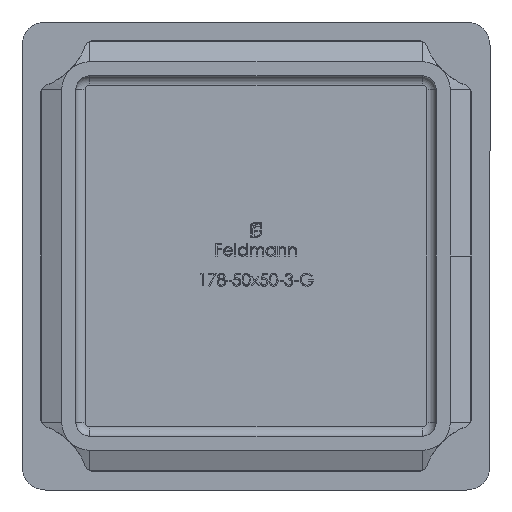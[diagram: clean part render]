
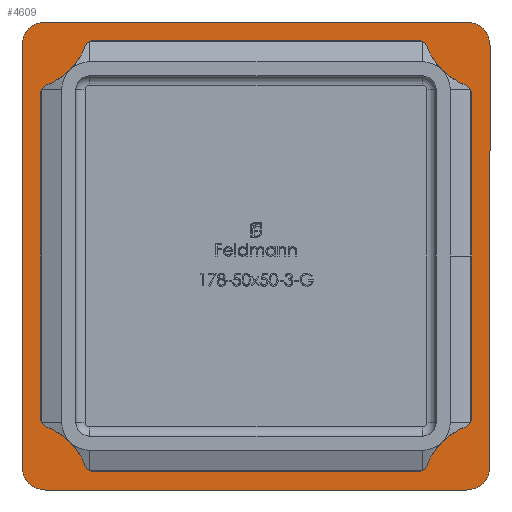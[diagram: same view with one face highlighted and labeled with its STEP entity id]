
A CAD part, front view. The second image highlights one B-rep face of the part: STEP entity #4609.
In plain terms, the highlighted planar face has unit normal (0, -1, 0).
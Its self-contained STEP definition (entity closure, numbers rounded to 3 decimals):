
#114 = EDGE_CURVE ( 'NONE', #18581, #17280, #9378, .T. ) ;
#444 = CARTESIAN_POINT ( 'NONE',  ( 20.75, 0., 17.75 ) ) ;
#580 = VERTEX_POINT ( 'NONE', #8076 ) ;
#601 = CARTESIAN_POINT ( 'NONE',  ( -22.5, 0., 22.5 ) ) ;
#645 = CARTESIAN_POINT ( 'NONE',  ( -17.75, 0., 20.75 ) ) ;
#1480 = LINE ( 'NONE', #16422, #21661 ) ;
#1518 = CARTESIAN_POINT ( 'NONE',  ( 22.5, 0., -25. ) ) ;
#1686 = CARTESIAN_POINT ( 'NONE',  ( -20.75, 0., -17.75 ) ) ;
#1700 = EDGE_CURVE ( 'NONE', #9968, #15373, #10961, .T. ) ;
#1986 = DIRECTION ( 'NONE',  ( 0., -1., 0. ) ) ;
#2044 = ORIENTED_EDGE ( 'NONE', *, *, #11025, .F. ) ;
#2439 = LINE ( 'NONE', #17764, #12110 ) ;
#2596 = ORIENTED_EDGE ( 'NONE', *, *, #18241, .F. ) ;
#2686 = CARTESIAN_POINT ( 'NONE',  ( -25., 0., 22.5 ) ) ;
#2952 = CARTESIAN_POINT ( 'NONE',  ( -22.5, 0., -25. ) ) ;
#3044 = DIRECTION ( 'NONE',  ( 0., -1., 0. ) ) ;
#3367 = ORIENTED_EDGE ( 'NONE', *, *, #12538, .F. ) ;
#3415 = ORIENTED_EDGE ( 'NONE', *, *, #6526, .F. ) ;
#3558 = CARTESIAN_POINT ( 'NONE',  ( 17.75, 0., -20.75 ) ) ;
#3966 = AXIS2_PLACEMENT_3D ( 'NONE', #18702, #13264, #6240 ) ;
#4115 = ORIENTED_EDGE ( 'NONE', *, *, #10103, .T. ) ;
#4310 = LINE ( 'NONE', #17689, #18714 ) ;
#4470 = VERTEX_POINT ( 'NONE', #4957 ) ;
#4542 = CARTESIAN_POINT ( 'NONE',  ( 25., 0., -25. ) ) ;
#4609 = ADVANCED_FACE ( 'NONE', ( #9814, #10899 ), #17777, .F. ) ;
#4702 = VECTOR ( 'NONE', #21710, 1000. ) ;
#4708 = EDGE_CURVE ( 'NONE', #22850, #12807, #8980, .T. ) ;
#4761 = AXIS2_PLACEMENT_3D ( 'NONE', #7178, #10710, #15834 ) ;
#4809 = CARTESIAN_POINT ( 'NONE',  ( 17.75, 0., 17.75 ) ) ;
#4823 = LINE ( 'NONE', #7321, #15030 ) ;
#4949 = VERTEX_POINT ( 'NONE', #1518 ) ;
#4957 = CARTESIAN_POINT ( 'NONE',  ( -17.75, 0., -20.75 ) ) ;
#5239 = DIRECTION ( 'NONE',  ( 1., 0., 0. ) ) ;
#5286 = VERTEX_POINT ( 'NONE', #18827 ) ;
#5389 = CARTESIAN_POINT ( 'NONE',  ( -17.75, 0., 17.75 ) ) ;
#5508 = DIRECTION ( 'NONE',  ( 0., -1., 0. ) ) ;
#5597 = LINE ( 'NONE', #21589, #18920 ) ;
#5782 = CARTESIAN_POINT ( 'NONE',  ( -25., 0., -22.5 ) ) ;
#6054 = DIRECTION ( 'NONE',  ( 0., 0., -1. ) ) ;
#6240 = DIRECTION ( 'NONE',  ( 0., 0., 1. ) ) ;
#6526 = EDGE_CURVE ( 'NONE', #22756, #21099, #1480, .T. ) ;
#6576 = EDGE_LOOP ( 'NONE', ( #11509, #10921, #20591, #9862, #3415, #4115, #17222, #22034 ) ) ;
#6586 = AXIS2_PLACEMENT_3D ( 'NONE', #21916, #11057, #6054 ) ;
#6912 = VERTEX_POINT ( 'NONE', #3558 ) ;
#7178 = CARTESIAN_POINT ( 'NONE',  ( 0., 0., 0. ) ) ;
#7321 = CARTESIAN_POINT ( 'NONE',  ( -17.75, 0., 20.75 ) ) ;
#7340 = CIRCLE ( 'NONE', #3966, 2.5 ) ;
#8076 = CARTESIAN_POINT ( 'NONE',  ( 25., 0., -22.5 ) ) ;
#8298 = EDGE_CURVE ( 'NONE', #4949, #12807, #5597, .T. ) ;
#8980 = CIRCLE ( 'NONE', #17059, 2.5 ) ;
#9258 = CARTESIAN_POINT ( 'NONE',  ( 20.75, 0., -17.75 ) ) ;
#9378 = LINE ( 'NONE', #444, #4702 ) ;
#9496 = ORIENTED_EDGE ( 'NONE', *, *, #9971, .F. ) ;
#9814 = FACE_BOUND ( 'NONE', #19525, .T. ) ;
#9830 = EDGE_CURVE ( 'NONE', #4949, #580, #15806, .T. ) ;
#9862 = ORIENTED_EDGE ( 'NONE', *, *, #16321, .T. ) ;
#9968 = VERTEX_POINT ( 'NONE', #645 ) ;
#9971 = EDGE_CURVE ( 'NONE', #6912, #18581, #13867, .T. ) ;
#10058 = LINE ( 'NONE', #19814, #12796 ) ;
#10103 = EDGE_CURVE ( 'NONE', #22756, #18740, #15240, .T. ) ;
#10240 = DIRECTION ( 'NONE',  ( 0., 0., 1. ) ) ;
#10262 = VERTEX_POINT ( 'NONE', #16996 ) ;
#10710 = DIRECTION ( 'NONE',  ( 0., 1., 0. ) ) ;
#10761 = CIRCLE ( 'NONE', #12670, 3. ) ;
#10893 = DIRECTION ( 'NONE',  ( 0., 0., -1. ) ) ;
#10899 = FACE_OUTER_BOUND ( 'NONE', #6576, .T. ) ;
#10921 = ORIENTED_EDGE ( 'NONE', *, *, #9830, .T. ) ;
#10961 = CIRCLE ( 'NONE', #14186, 3. ) ;
#11025 = EDGE_CURVE ( 'NONE', #17280, #10262, #10761, .T. ) ;
#11057 = DIRECTION ( 'NONE',  ( 0., -1., 0. ) ) ;
#11509 = ORIENTED_EDGE ( 'NONE', *, *, #8298, .F. ) ;
#11869 = CARTESIAN_POINT ( 'NONE',  ( 22.5, 0., -22.5 ) ) ;
#12110 = VECTOR ( 'NONE', #5239, 1000. ) ;
#12226 = EDGE_CURVE ( 'NONE', #5286, #580, #13547, .T. ) ;
#12311 = ORIENTED_EDGE ( 'NONE', *, *, #114, .F. ) ;
#12538 = EDGE_CURVE ( 'NONE', #21677, #4470, #19089, .T. ) ;
#12645 = DIRECTION ( 'NONE',  ( 0., -1., 0. ) ) ;
#12670 = AXIS2_PLACEMENT_3D ( 'NONE', #4809, #18967, #13746 ) ;
#12690 = CARTESIAN_POINT ( 'NONE',  ( -17.75, 0., -17.75 ) ) ;
#12761 = DIRECTION ( 'NONE',  ( -1., 0., 0. ) ) ;
#12796 = VECTOR ( 'NONE', #10893, 1000. ) ;
#12807 = VERTEX_POINT ( 'NONE', #2952 ) ;
#12856 = DIRECTION ( 'NONE',  ( -1., 0., 0. ) ) ;
#13196 = DIRECTION ( 'NONE',  ( 0., 0., 1. ) ) ;
#13264 = DIRECTION ( 'NONE',  ( 0., -1., 0. ) ) ;
#13530 = EDGE_CURVE ( 'NONE', #4470, #6912, #2439, .T. ) ;
#13547 = LINE ( 'NONE', #4542, #14906 ) ;
#13561 = CARTESIAN_POINT ( 'NONE',  ( 22.5, 0., 25. ) ) ;
#13746 = DIRECTION ( 'NONE',  ( 0., 0., 1. ) ) ;
#13867 = CIRCLE ( 'NONE', #6586, 3. ) ;
#14186 = AXIS2_PLACEMENT_3D ( 'NONE', #5389, #12645, #16047 ) ;
#14581 = DIRECTION ( 'NONE',  ( 0., 0., 1. ) ) ;
#14653 = CARTESIAN_POINT ( 'NONE',  ( -22.5, 0., -22.5 ) ) ;
#14733 = DIRECTION ( 'NONE',  ( 0., -1., 0. ) ) ;
#14906 = VECTOR ( 'NONE', #16673, 1000. ) ;
#15030 = VECTOR ( 'NONE', #12856, 1000. ) ;
#15240 = CIRCLE ( 'NONE', #16062, 2.5 ) ;
#15373 = VERTEX_POINT ( 'NONE', #18243 ) ;
#15417 = DIRECTION ( 'NONE',  ( 0., 0., 1. ) ) ;
#15670 = ORIENTED_EDGE ( 'NONE', *, *, #19232, .F. ) ;
#15722 = EDGE_CURVE ( 'NONE', #22850, #18740, #4310, .T. ) ;
#15806 = CIRCLE ( 'NONE', #18004, 2.5 ) ;
#15834 = DIRECTION ( 'NONE',  ( 0., 0., 1. ) ) ;
#16047 = DIRECTION ( 'NONE',  ( 0., 0., 1. ) ) ;
#16062 = AXIS2_PLACEMENT_3D ( 'NONE', #601, #14733, #13196 ) ;
#16093 = ORIENTED_EDGE ( 'NONE', *, *, #1700, .F. ) ;
#16321 = EDGE_CURVE ( 'NONE', #5286, #21099, #7340, .T. ) ;
#16422 = CARTESIAN_POINT ( 'NONE',  ( -25., 0., 25. ) ) ;
#16673 = DIRECTION ( 'NONE',  ( 0., 0., -1. ) ) ;
#16996 = CARTESIAN_POINT ( 'NONE',  ( 17.75, 0., 20.75 ) ) ;
#17059 = AXIS2_PLACEMENT_3D ( 'NONE', #14653, #1986, #14581 ) ;
#17222 = ORIENTED_EDGE ( 'NONE', *, *, #15722, .F. ) ;
#17280 = VERTEX_POINT ( 'NONE', #19562 ) ;
#17689 = CARTESIAN_POINT ( 'NONE',  ( -25., 0., -25. ) ) ;
#17764 = CARTESIAN_POINT ( 'NONE',  ( -17.75, 0., -20.75 ) ) ;
#17777 = PLANE ( 'NONE',  #4761 ) ;
#18004 = AXIS2_PLACEMENT_3D ( 'NONE', #11869, #3044, #15417 ) ;
#18202 = DIRECTION ( 'NONE',  ( 1., 0., 0. ) ) ;
#18241 = EDGE_CURVE ( 'NONE', #15373, #21677, #10058, .T. ) ;
#18243 = CARTESIAN_POINT ( 'NONE',  ( -20.75, 0., 17.75 ) ) ;
#18581 = VERTEX_POINT ( 'NONE', #9258 ) ;
#18702 = CARTESIAN_POINT ( 'NONE',  ( 22.5, 0., 22.5 ) ) ;
#18714 = VECTOR ( 'NONE', #10240, 1000. ) ;
#18740 = VERTEX_POINT ( 'NONE', #2686 ) ;
#18827 = CARTESIAN_POINT ( 'NONE',  ( 25., 0., 22.5 ) ) ;
#18920 = VECTOR ( 'NONE', #12761, 1000. ) ;
#18967 = DIRECTION ( 'NONE',  ( 0., -1., 0. ) ) ;
#19089 = CIRCLE ( 'NONE', #20107, 3. ) ;
#19232 = EDGE_CURVE ( 'NONE', #10262, #9968, #4823, .T. ) ;
#19368 = ORIENTED_EDGE ( 'NONE', *, *, #13530, .F. ) ;
#19525 = EDGE_LOOP ( 'NONE', ( #15670, #2044, #12311, #9496, #19368, #3367, #2596, #16093 ) ) ;
#19562 = CARTESIAN_POINT ( 'NONE',  ( 20.75, 0., 17.75 ) ) ;
#19676 = DIRECTION ( 'NONE',  ( 0., 0., 1. ) ) ;
#19814 = CARTESIAN_POINT ( 'NONE',  ( -20.75, 0., 17.75 ) ) ;
#20107 = AXIS2_PLACEMENT_3D ( 'NONE', #12690, #5508, #19676 ) ;
#20591 = ORIENTED_EDGE ( 'NONE', *, *, #12226, .F. ) ;
#21099 = VERTEX_POINT ( 'NONE', #13561 ) ;
#21589 = CARTESIAN_POINT ( 'NONE',  ( -25., 0., -25. ) ) ;
#21661 = VECTOR ( 'NONE', #18202, 1000. ) ;
#21677 = VERTEX_POINT ( 'NONE', #1686 ) ;
#21710 = DIRECTION ( 'NONE',  ( 0., 0., 1. ) ) ;
#21711 = CARTESIAN_POINT ( 'NONE',  ( -22.5, 0., 25. ) ) ;
#21916 = CARTESIAN_POINT ( 'NONE',  ( 17.75, 0., -17.75 ) ) ;
#22034 = ORIENTED_EDGE ( 'NONE', *, *, #4708, .T. ) ;
#22756 = VERTEX_POINT ( 'NONE', #21711 ) ;
#22850 = VERTEX_POINT ( 'NONE', #5782 ) ;
